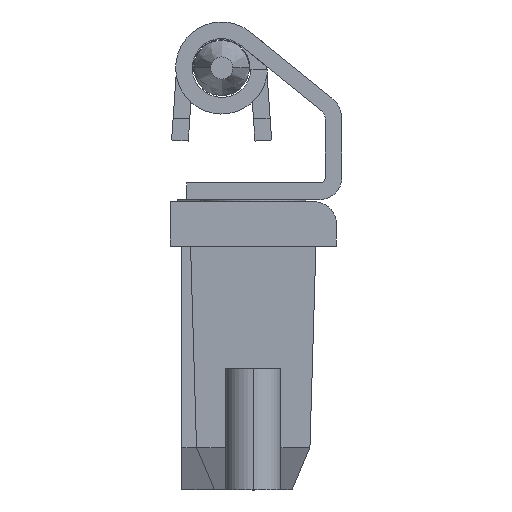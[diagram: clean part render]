
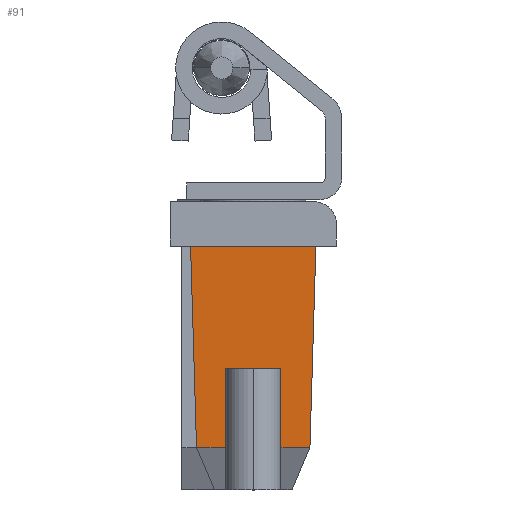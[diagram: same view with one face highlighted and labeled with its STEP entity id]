
A CAD part, front view. The second image highlights one B-rep face of the part: STEP entity #91.
In plain terms, the highlighted planar face has unit normal (0, -1, -0.032).
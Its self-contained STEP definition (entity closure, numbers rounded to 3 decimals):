
#91=ADVANCED_FACE('',(#280),#2753,.T.);
#280=FACE_OUTER_BOUND('',#461,.T.);
#461=EDGE_LOOP('',(#901,#902,#903,#904,#905,#906,#907,#908));
#901=ORIENTED_EDGE('',*,*,#1568,.T.);
#902=ORIENTED_EDGE('',*,*,#1563,.T.);
#903=ORIENTED_EDGE('',*,*,#1570,.T.);
#904=ORIENTED_EDGE('',*,*,#1420,.F.);
#905=ORIENTED_EDGE('',*,*,#1466,.T.);
#906=ORIENTED_EDGE('',*,*,#1569,.T.);
#907=ORIENTED_EDGE('',*,*,#1572,.F.);
#908=ORIENTED_EDGE('',*,*,#1567,.T.);
#1420=EDGE_CURVE('',#2388,#2390,#2141,.T.);
#1466=EDGE_CURVE('',#2388,#2391,#2173,.T.);
#1563=EDGE_CURVE('',#2473,#2474,#2237,.T.);
#1567=EDGE_CURVE('',#2475,#2476,#2241,.T.);
#1568=EDGE_CURVE('',#2476,#2473,#2242,.T.);
#1569=EDGE_CURVE('',#2391,#2392,#2243,.T.);
#1570=EDGE_CURVE('',#2474,#2390,#2244,.T.);
#1572=EDGE_CURVE('',#2475,#2392,#2246,.T.);
#2141=B_SPLINE_CURVE_WITH_KNOTS('',1,(#3925,#3926),.UNSPECIFIED.,.F.,.F.,
(2,2),(-18.213,0.),.UNSPECIFIED.);
#2173=B_SPLINE_CURVE_WITH_KNOTS('',1,(#4039,#4040),.UNSPECIFIED.,.F.,.F.,
(2,2),(25.989,37.2),.UNSPECIFIED.);
#2237=B_SPLINE_CURVE_WITH_KNOTS('',3,(#4275,#4276,#4277,#4278),
 .UNSPECIFIED.,.F.,.F.,(4,4),(0.,7.199),.UNSPECIFIED.);
#2241=B_SPLINE_CURVE_WITH_KNOTS('',3,(#4285,#4286,#4287,#4288),
 .UNSPECIFIED.,.F.,.F.,(4,4),(0.,7.199),.UNSPECIFIED.);
#2242=B_SPLINE_CURVE_WITH_KNOTS('',1,(#4289,#4290),.UNSPECIFIED.,.F.,.F.,
(2,2),(0.,5.),.UNSPECIFIED.);
#2243=B_SPLINE_CURVE_WITH_KNOTS('',1,(#4291,#4292),.UNSPECIFIED.,.F.,.F.,
(2,2),(-18.213,0.),.UNSPECIFIED.);
#2244=B_SPLINE_CURVE_WITH_KNOTS('',3,(#4293,#4294,#4295,#4296),
 .UNSPECIFIED.,.F.,.F.,(4,4),(8.412,11.3),.UNSPECIFIED.);
#2246=B_SPLINE_CURVE_WITH_KNOTS('',3,(#4299,#4300,#4301,#4302),
 .UNSPECIFIED.,.F.,.F.,(4,4),(-2.614,0.),.UNSPECIFIED.);
#2388=VERTEX_POINT('',#3735);
#2390=VERTEX_POINT('',#3737);
#2391=VERTEX_POINT('',#3738);
#2392=VERTEX_POINT('',#3739);
#2473=VERTEX_POINT('',#3820);
#2474=VERTEX_POINT('',#3821);
#2475=VERTEX_POINT('',#3822);
#2476=VERTEX_POINT('',#3823);
#2753=PLANE('',#2967);
#2967=AXIS2_PLACEMENT_3D('',#3704,#3252,$);
#3252=DIRECTION('',(0.,-0.999,-0.032));
#3704=CARTESIAN_POINT('',(-5.354,-61.713,-1.314));
#3735=CARTESIAN_POINT('',(5.41,-62.29,16.882));
#3737=CARTESIAN_POINT('',(4.874,-61.713,-1.314));
#3738=CARTESIAN_POINT('',(-5.89,-62.29,16.882));
#3739=CARTESIAN_POINT('',(-5.354,-61.713,-1.314));
#3820=CARTESIAN_POINT('',(2.26,-61.941,5.882));
#3821=CARTESIAN_POINT('',(2.26,-61.713,-1.314));
#3822=CARTESIAN_POINT('',(-2.74,-61.713,-1.314));
#3823=CARTESIAN_POINT('',(-2.74,-61.941,5.882));
#3925=CARTESIAN_POINT('',(5.41,-62.29,16.882));
#3926=CARTESIAN_POINT('',(4.874,-61.713,-1.314));
#4039=CARTESIAN_POINT('',(5.41,-62.29,16.882));
#4040=CARTESIAN_POINT('',(-5.89,-62.29,16.882));
#4275=CARTESIAN_POINT('',(2.26,-61.941,5.882));
#4276=CARTESIAN_POINT('',(2.26,-61.865,3.483));
#4277=CARTESIAN_POINT('',(2.26,-61.789,1.084));
#4278=CARTESIAN_POINT('',(2.26,-61.713,-1.314));
#4285=CARTESIAN_POINT('',(-2.74,-61.713,-1.314));
#4286=CARTESIAN_POINT('',(-2.74,-61.789,1.084));
#4287=CARTESIAN_POINT('',(-2.74,-61.865,3.483));
#4288=CARTESIAN_POINT('',(-2.74,-61.941,5.882));
#4289=CARTESIAN_POINT('',(-2.74,-61.941,5.882));
#4290=CARTESIAN_POINT('',(2.26,-61.941,5.882));
#4291=CARTESIAN_POINT('',(-5.89,-62.29,16.882));
#4292=CARTESIAN_POINT('',(-5.354,-61.713,-1.314));
#4293=CARTESIAN_POINT('',(2.26,-61.713,-1.314));
#4294=CARTESIAN_POINT('',(3.131,-61.713,-1.314));
#4295=CARTESIAN_POINT('',(4.002,-61.713,-1.314));
#4296=CARTESIAN_POINT('',(4.874,-61.713,-1.314));
#4299=CARTESIAN_POINT('',(-2.74,-61.713,-1.314));
#4300=CARTESIAN_POINT('',(-3.612,-61.713,-1.314));
#4301=CARTESIAN_POINT('',(-4.483,-61.713,-1.314));
#4302=CARTESIAN_POINT('',(-5.354,-61.713,-1.314));
